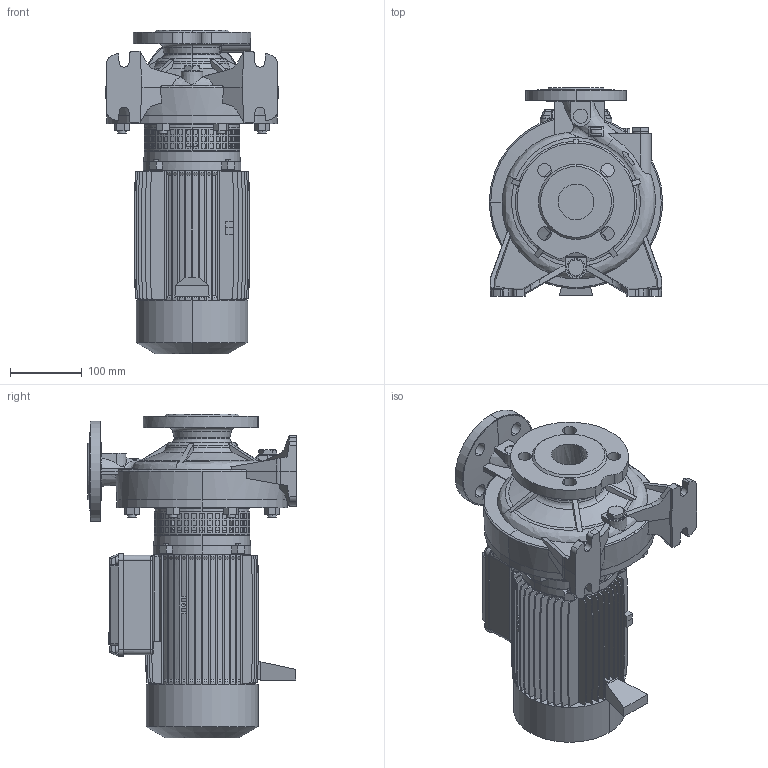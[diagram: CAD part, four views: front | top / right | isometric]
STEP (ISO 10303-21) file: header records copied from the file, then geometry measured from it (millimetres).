
FILE_DESCRIPTION (( 'STEP AP214' ), '1' );
FILE_NAME ('10008665swa00.step', '2020-06-17T07:39:56', ( '' ), ( '' ), 'SwSTEP 2.0', 'SolidWorks 2019', '' );
FILE_SCHEMA (( 'AUTOMOTIVE_DESIGN' ));
Length unit declared in the file: millimetre
Products named in the file (8): 90.025swp01_G38x9 OTTONE; 10000045swp00_SEMPLIFICATO; 10008665swa00; 2_66_122_SEMPLIFICATO; 10007670swn00_M20x1.5; 3.66.200swp02_H=49; 10007570swp00_80 L SZ; 10008148swp00_3.66.540-541_semplificato
Assembly tree (8 placements, depth 2):
  10008665swa00
    10007570swp00_80 L SZ
    10008148swp00_3.66.540-541_semplificato
    10000045swp00_SEMPLIFICATO
    2_66_122_SEMPLIFICATO
    10007670swn00_M20x1.5
    3.66.200swp02_H=49
    90.025swp01_G38x9 OTTONE  x2
Bounding box: 242.18 x 292 x 453 mm (x, y, z)
Volume: 9763512.2 mm3; surface area: 901261.6 mm2
Topology: 10 solids, 10 shells, 2161 faces, 5879 edges, 3844 vertices
Faces by surface type: plane 1460, cylinder 295, cone 187, bspline 179, torus 32, sphere 8
Entity records: 97268 total; most frequent: CARTESIAN_POINT 44194, ORIENTED_EDGE 11582, DIRECTION 9895, EDGE_CURVE 5791, VERTEX_POINT 3803, VECTOR 3551, LINE 3551, AXIS2_PLACEMENT_3D 3172
